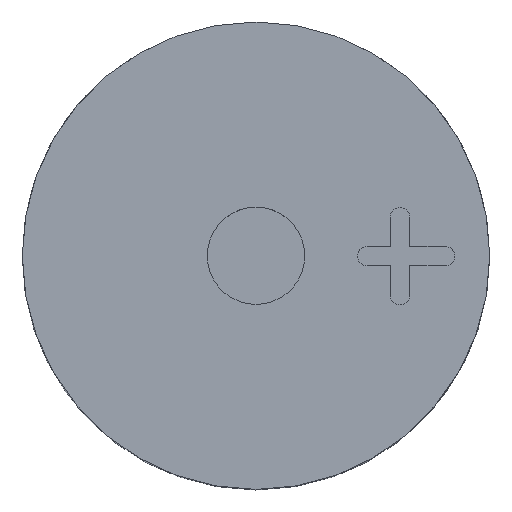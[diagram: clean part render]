
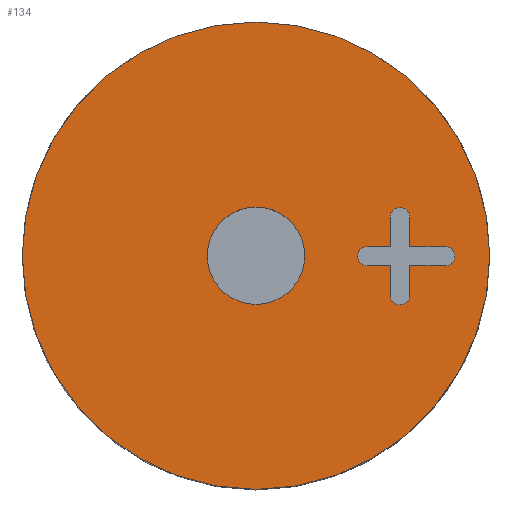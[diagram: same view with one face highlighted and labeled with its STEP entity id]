
A CAD part, top view. The second image highlights one B-rep face of the part: STEP entity #134.
In plain terms, the highlighted planar face has unit normal (0, 0, 1).
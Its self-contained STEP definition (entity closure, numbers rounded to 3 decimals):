
#23 = ORIENTED_EDGE ( 'NONE', *, *, #1481, .T. ) ;
#30 = CARTESIAN_POINT ( 'NONE',  ( -6.12, 0.237, 9. ) ) ;
#31 = AXIS2_PLACEMENT_3D ( 'NONE', #418, #2164, #1617 ) ;
#44 = LINE ( 'NONE', #30, #793 ) ;
#58 = LINE ( 'NONE', #408, #1672 ) ;
#60 = CARTESIAN_POINT ( 'NONE',  ( 0., 0., 9. ) ) ;
#71 = AXIS2_PLACEMENT_3D ( 'NONE', #1113, #1797, #100 ) ;
#85 = VERTEX_POINT ( 'NONE', #1213 ) ;
#100 = DIRECTION ( 'NONE',  ( 1., 0., 0. ) ) ;
#134 = ADVANCED_FACE ( 'NONE', ( #1827, #948, #1655 ), #937, .T. ) ;
#140 = DIRECTION ( 'NONE',  ( 1., 0., 0. ) ) ;
#156 = ORIENTED_EDGE ( 'NONE', *, *, #626, .T. ) ;
#170 = EDGE_CURVE ( 'NONE', #378, #853, #1769, .T. ) ;
#173 = LINE ( 'NONE', #1502, #1845 ) ;
#178 = VECTOR ( 'NONE', #1767, 1000. ) ;
#187 = VERTEX_POINT ( 'NONE', #1484 ) ;
#206 = AXIS2_PLACEMENT_3D ( 'NONE', #629, #622, #307 ) ;
#230 = DIRECTION ( 'NONE',  ( -1., 0., 0. ) ) ;
#271 = ORIENTED_EDGE ( 'NONE', *, *, #935, .T. ) ;
#274 = CARTESIAN_POINT ( 'NONE',  ( 3.448, -6.12, 9. ) ) ;
#286 = VERTEX_POINT ( 'NONE', #1247 ) ;
#289 = ORIENTED_EDGE ( 'NONE', *, *, #641, .F. ) ;
#295 = EDGE_CURVE ( 'NONE', #866, #187, #1544, .T. ) ;
#298 = CARTESIAN_POINT ( 'NONE',  ( 1.25, 0., 9. ) ) ;
#307 = DIRECTION ( 'NONE',  ( 1., 0., 0. ) ) ;
#378 = VERTEX_POINT ( 'NONE', #945 ) ;
#408 = CARTESIAN_POINT ( 'NONE',  ( -6.12, -0.263, 9. ) ) ;
#418 = CARTESIAN_POINT ( 'NONE',  ( 3.698, -1.013, 9. ) ) ;
#429 = CARTESIAN_POINT ( 'NONE',  ( 3.948, -0.263, 9. ) ) ;
#430 = DIRECTION ( 'NONE',  ( -1., 0., 0. ) ) ;
#433 = DIRECTION ( 'NONE',  ( -1., 0., 0. ) ) ;
#443 = CARTESIAN_POINT ( 'NONE',  ( 4.858, -0.263, 9. ) ) ;
#450 = EDGE_LOOP ( 'NONE', ( #892, #1457, #1072, #881, #836, #271, #156, #1717, #1182, #1172, #1480, #23, #1413 ) ) ;
#470 = CARTESIAN_POINT ( 'NONE',  ( 3.448, -0.263, 9. ) ) ;
#478 = CIRCLE ( 'NONE', #567, 6. ) ;
#481 = CIRCLE ( 'NONE', #994, 1.25 ) ;
#485 = CIRCLE ( 'NONE', #1289, 0.25 ) ;
#487 = LINE ( 'NONE', #274, #957 ) ;
#539 = VECTOR ( 'NONE', #433, 1000. ) ;
#567 = AXIS2_PLACEMENT_3D ( 'NONE', #962, #690, #875 ) ;
#617 = ORIENTED_EDGE ( 'NONE', *, *, #1826, .F. ) ;
#622 = DIRECTION ( 'NONE',  ( 0., 0., -1. ) ) ;
#626 = EDGE_CURVE ( 'NONE', #1353, #828, #1520, .T. ) ;
#629 = CARTESIAN_POINT ( 'NONE',  ( 4.858, -0.013, 9. ) ) ;
#633 = EDGE_CURVE ( 'NONE', #1830, #1875, #741, .T. ) ;
#641 = EDGE_CURVE ( 'NONE', #736, #2073, #1157, .T. ) ;
#652 = ORIENTED_EDGE ( 'NONE', *, *, #1507, .T. ) ;
#667 = EDGE_LOOP ( 'NONE', ( #2207, #652 ) ) ;
#677 = AXIS2_PLACEMENT_3D ( 'NONE', #60, #734, #230 ) ;
#690 = DIRECTION ( 'NONE',  ( 0., 0., -1. ) ) ;
#734 = DIRECTION ( 'NONE',  ( 0., 0., -1. ) ) ;
#736 = VERTEX_POINT ( 'NONE', #1951 ) ;
#741 = CIRCLE ( 'NONE', #71, 0.25 ) ;
#793 = VECTOR ( 'NONE', #1407, 1000. ) ;
#828 = VERTEX_POINT ( 'NONE', #2157 ) ;
#833 = DIRECTION ( 'NONE',  ( 0., -1., 0. ) ) ;
#836 = ORIENTED_EDGE ( 'NONE', *, *, #1499, .T. ) ;
#853 = VERTEX_POINT ( 'NONE', #443 ) ;
#866 = VERTEX_POINT ( 'NONE', #2175 ) ;
#875 = DIRECTION ( 'NONE',  ( 1., 0., 0. ) ) ;
#881 = ORIENTED_EDGE ( 'NONE', *, *, #170, .T. ) ;
#892 = ORIENTED_EDGE ( 'NONE', *, *, #295, .T. ) ;
#896 = CARTESIAN_POINT ( 'NONE',  ( 2.858, 0.237, 9. ) ) ;
#904 = CARTESIAN_POINT ( 'NONE',  ( 4.858, 0.237, 9. ) ) ;
#914 = EDGE_CURVE ( 'NONE', #187, #1226, #173, .T. ) ;
#935 = EDGE_CURVE ( 'NONE', #1207, #1353, #1735, .T. ) ;
#937 = PLANE ( 'NONE',  #1909 ) ;
#941 = DIRECTION ( 'NONE',  ( 1., 0., 0. ) ) ;
#942 = DIRECTION ( 'NONE',  ( -1., 0., 0. ) ) ;
#945 = CARTESIAN_POINT ( 'NONE',  ( 5.108, -0.013, 9. ) ) ;
#948 = FACE_BOUND ( 'NONE', #667, .T. ) ;
#957 = VECTOR ( 'NONE', #1958, 1000. ) ;
#962 = CARTESIAN_POINT ( 'NONE',  ( 0., 0., 9. ) ) ;
#994 = AXIS2_PLACEMENT_3D ( 'NONE', #1474, #1308, #942 ) ;
#1072 = ORIENTED_EDGE ( 'NONE', *, *, #1295, .T. ) ;
#1077 = CARTESIAN_POINT ( 'NONE',  ( 3.448, -6.12, 9. ) ) ;
#1089 = CARTESIAN_POINT ( 'NONE',  ( 0., 0., 9. ) ) ;
#1113 = CARTESIAN_POINT ( 'NONE',  ( 2.858, -0.013, 9. ) ) ;
#1127 = AXIS2_PLACEMENT_3D ( 'NONE', #1089, #1297, #941 ) ;
#1157 = CIRCLE ( 'NONE', #1127, 6. ) ;
#1166 = AXIS2_PLACEMENT_3D ( 'NONE', #2128, #1901, #1224 ) ;
#1172 = ORIENTED_EDGE ( 'NONE', *, *, #633, .T. ) ;
#1182 = ORIENTED_EDGE ( 'NONE', *, *, #2102, .T. ) ;
#1186 = CARTESIAN_POINT ( 'NONE',  ( 3.948, -1.013, 9. ) ) ;
#1198 = CARTESIAN_POINT ( 'NONE',  ( 2.858, -0.263, 9. ) ) ;
#1207 = VERTEX_POINT ( 'NONE', #429 ) ;
#1213 = CARTESIAN_POINT ( 'NONE',  ( 3.448, 0.237, 9. ) ) ;
#1224 = DIRECTION ( 'NONE',  ( 1., 0., 0. ) ) ;
#1226 = VERTEX_POINT ( 'NONE', #904 ) ;
#1230 = VECTOR ( 'NONE', #1427, 1000. ) ;
#1247 = CARTESIAN_POINT ( 'NONE',  ( 3.448, 0.987, 9. ) ) ;
#1248 = CARTESIAN_POINT ( 'NONE',  ( -1.25, 0., 9. ) ) ;
#1260 = CARTESIAN_POINT ( 'NONE',  ( 3.698, 0.987, 9. ) ) ;
#1275 = EDGE_CURVE ( 'NONE', #828, #1464, #1756, .T. ) ;
#1285 = LINE ( 'NONE', #1992, #539 ) ;
#1289 = AXIS2_PLACEMENT_3D ( 'NONE', #1260, #1347, #2028 ) ;
#1295 = EDGE_CURVE ( 'NONE', #1226, #378, #1705, .T. ) ;
#1297 = DIRECTION ( 'NONE',  ( 0., 0., -1. ) ) ;
#1308 = DIRECTION ( 'NONE',  ( 0., 0., -1. ) ) ;
#1328 = CARTESIAN_POINT ( 'NONE',  ( -6.12, -6.12, 9. ) ) ;
#1347 = DIRECTION ( 'NONE',  ( 0., 0., -1. ) ) ;
#1353 = VERTEX_POINT ( 'NONE', #1186 ) ;
#1354 = VECTOR ( 'NONE', #833, 1000. ) ;
#1387 = EDGE_CURVE ( 'NONE', #1895, #1806, #1856, .T. ) ;
#1407 = DIRECTION ( 'NONE',  ( 1., 0., 0. ) ) ;
#1413 = ORIENTED_EDGE ( 'NONE', *, *, #1748, .T. ) ;
#1427 = DIRECTION ( 'NONE',  ( 0., -1., 0. ) ) ;
#1457 = ORIENTED_EDGE ( 'NONE', *, *, #914, .T. ) ;
#1464 = VERTEX_POINT ( 'NONE', #470 ) ;
#1474 = CARTESIAN_POINT ( 'NONE',  ( 0., 0., 9. ) ) ;
#1480 = ORIENTED_EDGE ( 'NONE', *, *, #1590, .T. ) ;
#1481 = EDGE_CURVE ( 'NONE', #85, #286, #487, .T. ) ;
#1484 = CARTESIAN_POINT ( 'NONE',  ( 3.948, 0.237, 9. ) ) ;
#1499 = EDGE_CURVE ( 'NONE', #853, #1207, #1285, .T. ) ;
#1502 = CARTESIAN_POINT ( 'NONE',  ( -6.12, 0.237, 9. ) ) ;
#1507 = EDGE_CURVE ( 'NONE', #1806, #1895, #481, .T. ) ;
#1520 = CIRCLE ( 'NONE', #31, 0.25 ) ;
#1531 = CARTESIAN_POINT ( 'NONE',  ( 3.948, -6.12, 9. ) ) ;
#1544 = LINE ( 'NONE', #1948, #1230 ) ;
#1590 = EDGE_CURVE ( 'NONE', #1875, #85, #44, .T. ) ;
#1617 = DIRECTION ( 'NONE',  ( 1., 0., 0. ) ) ;
#1631 = DIRECTION ( 'NONE',  ( 0., 0., 1. ) ) ;
#1655 = FACE_BOUND ( 'NONE', #450, .T. ) ;
#1672 = VECTOR ( 'NONE', #430, 1000. ) ;
#1705 = CIRCLE ( 'NONE', #1166, 0.25 ) ;
#1717 = ORIENTED_EDGE ( 'NONE', *, *, #1275, .T. ) ;
#1735 = LINE ( 'NONE', #1531, #1354 ) ;
#1748 = EDGE_CURVE ( 'NONE', #286, #866, #485, .T. ) ;
#1756 = LINE ( 'NONE', #1077, #178 ) ;
#1767 = DIRECTION ( 'NONE',  ( 0., 1., 0. ) ) ;
#1769 = CIRCLE ( 'NONE', #206, 0.25 ) ;
#1797 = DIRECTION ( 'NONE',  ( 0., 0., -1. ) ) ;
#1806 = VERTEX_POINT ( 'NONE', #298 ) ;
#1826 = EDGE_CURVE ( 'NONE', #2073, #736, #478, .T. ) ;
#1827 = FACE_OUTER_BOUND ( 'NONE', #2100, .T. ) ;
#1830 = VERTEX_POINT ( 'NONE', #1198 ) ;
#1845 = VECTOR ( 'NONE', #140, 1000. ) ;
#1856 = CIRCLE ( 'NONE', #677, 1.25 ) ;
#1875 = VERTEX_POINT ( 'NONE', #896 ) ;
#1895 = VERTEX_POINT ( 'NONE', #1248 ) ;
#1901 = DIRECTION ( 'NONE',  ( 0., 0., -1. ) ) ;
#1909 = AXIS2_PLACEMENT_3D ( 'NONE', #1328, #1631, #2011 ) ;
#1948 = CARTESIAN_POINT ( 'NONE',  ( 3.948, -6.12, 9. ) ) ;
#1951 = CARTESIAN_POINT ( 'NONE',  ( 6., 0., 9. ) ) ;
#1958 = DIRECTION ( 'NONE',  ( 0., 1., 0. ) ) ;
#1992 = CARTESIAN_POINT ( 'NONE',  ( -6.12, -0.263, 9. ) ) ;
#2011 = DIRECTION ( 'NONE',  ( 1., 0., 0. ) ) ;
#2028 = DIRECTION ( 'NONE',  ( 1., 0., 0. ) ) ;
#2073 = VERTEX_POINT ( 'NONE', #2104 ) ;
#2100 = EDGE_LOOP ( 'NONE', ( #289, #617 ) ) ;
#2102 = EDGE_CURVE ( 'NONE', #1464, #1830, #58, .T. ) ;
#2104 = CARTESIAN_POINT ( 'NONE',  ( -6., 0., 9. ) ) ;
#2128 = CARTESIAN_POINT ( 'NONE',  ( 4.858, -0.013, 9. ) ) ;
#2157 = CARTESIAN_POINT ( 'NONE',  ( 3.448, -1.013, 9. ) ) ;
#2164 = DIRECTION ( 'NONE',  ( 0., 0., -1. ) ) ;
#2175 = CARTESIAN_POINT ( 'NONE',  ( 3.948, 0.987, 9. ) ) ;
#2207 = ORIENTED_EDGE ( 'NONE', *, *, #1387, .T. ) ;
